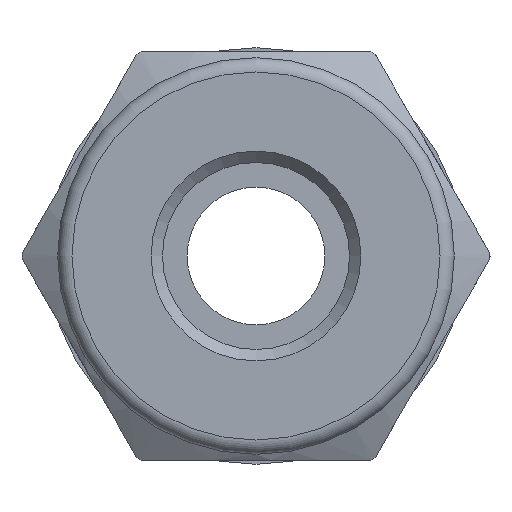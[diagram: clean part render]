
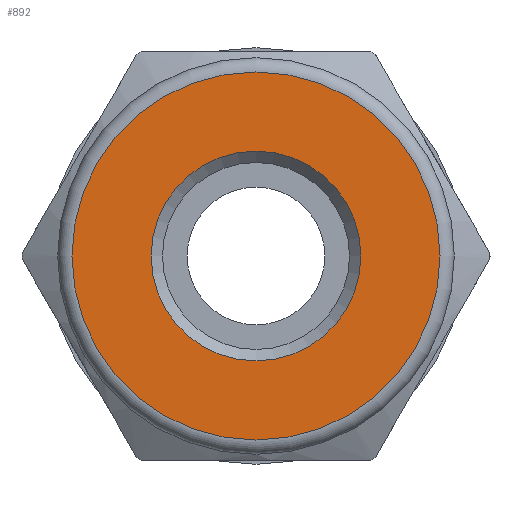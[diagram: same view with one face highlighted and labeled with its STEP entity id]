
A CAD part, left-side view. The second image highlights one B-rep face of the part: STEP entity #892.
In plain terms, the highlighted planar face has unit normal (-1, 0, 0).
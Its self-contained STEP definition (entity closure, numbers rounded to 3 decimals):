
#19=FACE_BOUND('',#212,.T.);
#72=CIRCLE('',#1002,3.675);
#73=CIRCLE('',#1004,6.45);
#148=FACE_OUTER_BOUND('',#211,.T.);
#211=EDGE_LOOP('',(#690));
#212=EDGE_LOOP('',(#691));
#408=VERTEX_POINT('',#1504);
#409=VERTEX_POINT('',#1508);
#512=EDGE_CURVE('',#408,#408,#72,.T.);
#513=EDGE_CURVE('',#409,#409,#73,.T.);
#690=ORIENTED_EDGE('',*,*,#513,.F.);
#691=ORIENTED_EDGE('',*,*,#512,.T.);
#854=PLANE('',#1003);
#892=ADVANCED_FACE('',(#148,#19),#854,.T.);
#1002=AXIS2_PLACEMENT_3D('',#1506,#1202,#1203);
#1003=AXIS2_PLACEMENT_3D('',#1507,#1204,#1205);
#1004=AXIS2_PLACEMENT_3D('',#1509,#1206,#1207);
#1202=DIRECTION('center_axis',(1.,0.,0.));
#1203=DIRECTION('ref_axis',(0.,0.,-1.));
#1204=DIRECTION('center_axis',(-1.,0.,0.));
#1205=DIRECTION('ref_axis',(0.,0.,1.));
#1206=DIRECTION('center_axis',(1.,0.,0.));
#1207=DIRECTION('ref_axis',(0.,0.,-1.));
#1504=CARTESIAN_POINT('',(0.01,-3.675,0.));
#1506=CARTESIAN_POINT('Origin',(0.01,0.,
0.));
#1507=CARTESIAN_POINT('Origin',(0.01,6.45,0.));
#1508=CARTESIAN_POINT('',(0.01,0.,6.45));
#1509=CARTESIAN_POINT('Origin',(0.01,0.,
0.));
